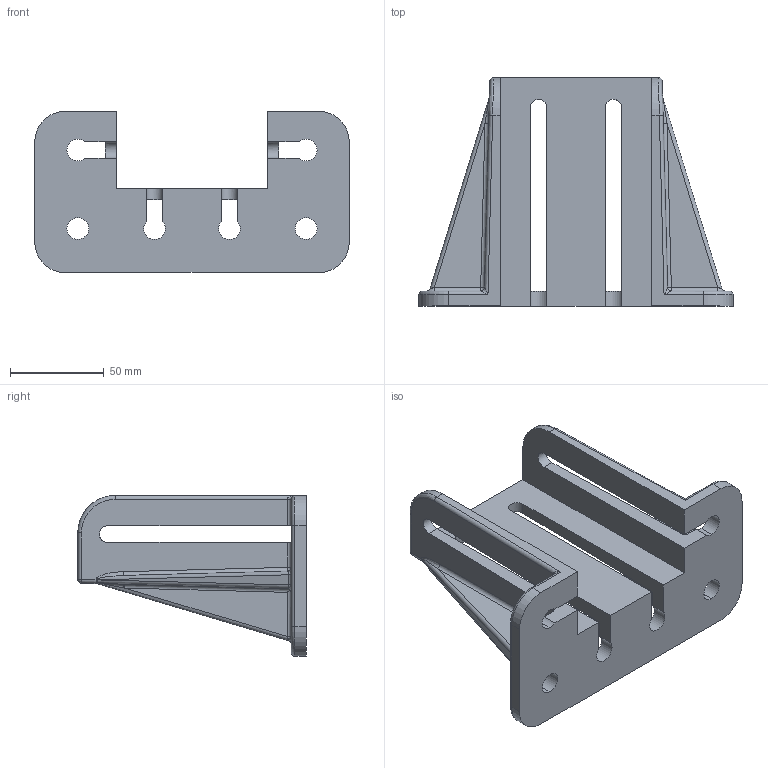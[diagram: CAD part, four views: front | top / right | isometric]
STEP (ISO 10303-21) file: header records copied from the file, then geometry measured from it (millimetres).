
FILE_DESCRIPTION (( 'STEP AP203' ), '1' );
FILE_NAME ('ALF-FS-A4080.step', '2024-08-16T12:37:29', ( '' ), ( '' ), 'SwSTEP 2.0', 'SolidWorks 2022', '' );
FILE_SCHEMA (( 'CONFIG_CONTROL_DESIGN' ));
Length unit declared in the file: millimetre
Products named in the file (1): ALF-FS-A4080
Bounding box: 168 x 122 x 86 mm (x, y, z)
Volume: 238767.9 mm3; surface area: 75105.9 mm2
Topology: 1 solids, 1 shells, 149 faces, 395 edges, 232 vertices
Faces by surface type: cylinder 71, plane 34, bspline 32, sphere 8, torus 4
Entity records: 5486 total; most frequent: CARTESIAN_POINT 2015, ORIENTED_EDGE 774, DIRECTION 677, EDGE_CURVE 387, AXIS2_PLACEMENT_3D 246, VERTEX_POINT 232, LINE 185, VECTOR 185
